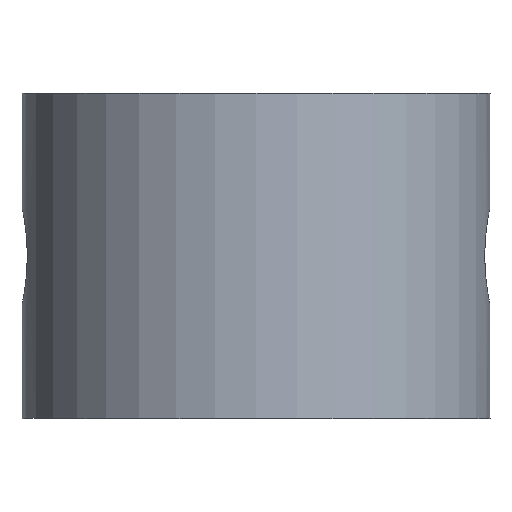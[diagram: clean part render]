
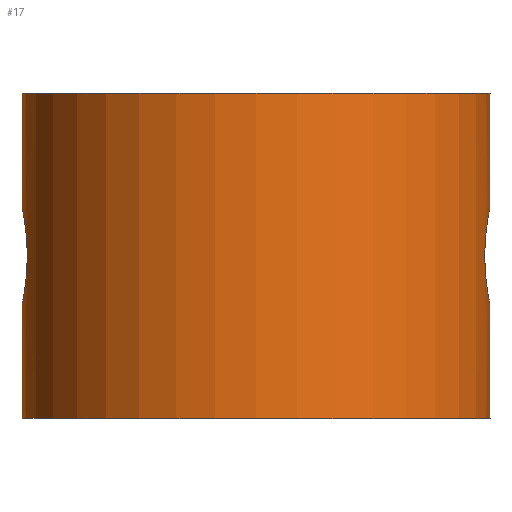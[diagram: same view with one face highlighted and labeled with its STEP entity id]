
A CAD part, left-side view. The second image highlights one B-rep face of the part: STEP entity #17.
In plain terms, the highlighted cylindrical face has radius 7.2 mm (diameter 14.4 mm), a full revolution.
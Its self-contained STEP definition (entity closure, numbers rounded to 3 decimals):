
#17 = ADVANCED_FACE('',(#18,#45,#103),#161,.T.);
#18 = FACE_BOUND('',#19,.F.);
#19 = EDGE_LOOP('',(#20,#29,#37,#44));
#20 = ORIENTED_EDGE('',*,*,#21,.F.);
#21 = EDGE_CURVE('',#22,#22,#24,.T.);
#22 = VERTEX_POINT('',#23);
#23 = CARTESIAN_POINT('',(7.2,0.,-5.));
#24 = CIRCLE('',#25,7.2);
#25 = AXIS2_PLACEMENT_3D('',#26,#27,#28);
#26 = CARTESIAN_POINT('',(0.,0.,-5.));
#27 = DIRECTION('',(0.,0.,1.));
#28 = DIRECTION('',(1.,0.,0.));
#29 = ORIENTED_EDGE('',*,*,#30,.T.);
#30 = EDGE_CURVE('',#22,#31,#33,.T.);
#31 = VERTEX_POINT('',#32);
#32 = CARTESIAN_POINT('',(7.2,0.,5.));
#33 = LINE('',#34,#35);
#34 = CARTESIAN_POINT('',(7.2,0.,-5.));
#35 = VECTOR('',#36,1.);
#36 = DIRECTION('',(0.,0.,1.));
#37 = ORIENTED_EDGE('',*,*,#38,.T.);
#38 = EDGE_CURVE('',#31,#31,#39,.T.);
#39 = CIRCLE('',#40,7.2);
#40 = AXIS2_PLACEMENT_3D('',#41,#42,#43);
#41 = CARTESIAN_POINT('',(0.,0.,5.));
#42 = DIRECTION('',(0.,0.,1.));
#43 = DIRECTION('',(1.,0.,0.));
#44 = ORIENTED_EDGE('',*,*,#30,.F.);
#45 = FACE_BOUND('',#46,.F.);
#46 = EDGE_LOOP('',(#47));
#47 = ORIENTED_EDGE('',*,*,#48,.F.);
#48 = EDGE_CURVE('',#49,#49,#51,.T.);
#49 = VERTEX_POINT('',#50);
#50 = CARTESIAN_POINT('',(1.5,7.042,0.));
#51 = B_SPLINE_CURVE_WITH_KNOTS('',8,(#52,#53,#54,#55,#56,#57,#58,#59,
    #60,#61,#62,#63,#64,#65,#66,#67,#68,#69,#70,#71,#72,#73,#74,#75,#76,
    #77,#78,#79,#80,#81,#82,#83,#84,#85,#86,#87,#88,#89,#90,#91,#92,#93,
    #94,#95,#96,#97,#98,#99,#100,#101,#102),.UNSPECIFIED.,.T.,.F.,(9,7,7
    ,7,7,7,7,9),(0.,0.152,0.287,0.424,
    0.577,0.705,0.829,1.),.UNSPECIFIED.);
#52 = CARTESIAN_POINT('',(1.5,7.042,0.));
#53 = CARTESIAN_POINT('',(1.5,7.042,0.158));
#54 = CARTESIAN_POINT('',(1.481,7.046,0.315)
  );
#55 = CARTESIAN_POINT('',(1.443,7.054,0.472)
  );
#56 = CARTESIAN_POINT('',(1.386,7.066,0.624)
  );
#57 = CARTESIAN_POINT('',(1.309,7.081,0.772));
#58 = CARTESIAN_POINT('',(1.212,7.099,0.912)
  );
#59 = CARTESIAN_POINT('',(1.095,7.118,1.041)
  );
#60 = CARTESIAN_POINT('',(0.834,7.153,1.257)
  );
#61 = CARTESIAN_POINT('',(0.691,7.169,1.35)
  );
#62 = CARTESIAN_POINT('',(0.531,7.185,1.427)
  );
#63 = CARTESIAN_POINT('',(0.356,7.196,1.483)
  );
#64 = CARTESIAN_POINT('',(0.173,7.203,1.514)
  );
#65 = CARTESIAN_POINT('',(-0.013,7.204,
    1.519));
#66 = CARTESIAN_POINT('',(-0.197,7.199,1.498)
  );
#67 = CARTESIAN_POINT('',(-0.552,7.181,1.407)
  );
#68 = CARTESIAN_POINT('',(-0.717,7.167,1.338)
  );
#69 = CARTESIAN_POINT('',(-0.867,7.151,1.249)
  );
#70 = CARTESIAN_POINT('',(-1.,7.133,1.145)
  );
#71 = CARTESIAN_POINT('',(-1.115,7.115,1.03)
  );
#72 = CARTESIAN_POINT('',(-1.213,7.098,0.905)
  );
#73 = CARTESIAN_POINT('',(-1.294,7.083,0.774));
#74 = CARTESIAN_POINT('',(-1.428,7.057,0.488)
  );
#75 = CARTESIAN_POINT('',(-1.479,7.047,0.329)
  );
#76 = CARTESIAN_POINT('',(-1.51,7.04,0.166)
  );
#77 = CARTESIAN_POINT('',(-1.521,7.037,
    0.));
#78 = CARTESIAN_POINT('',(-1.51,7.04,-0.166
    ));
#79 = CARTESIAN_POINT('',(-1.479,7.047,-0.329)
  );
#80 = CARTESIAN_POINT('',(-1.428,7.057,-0.488)
  );
#81 = CARTESIAN_POINT('',(-1.298,7.082,-0.765
    ));
#82 = CARTESIAN_POINT('',(-1.224,7.096,-0.888
    ));
#83 = CARTESIAN_POINT('',(-1.134,7.111,-1.005)
  );
#84 = CARTESIAN_POINT('',(-1.03,7.128,-1.115)
  );
#85 = CARTESIAN_POINT('',(-0.91,7.145,-1.215)
  );
#86 = CARTESIAN_POINT('',(-0.775,7.161,-1.302
    ));
#87 = CARTESIAN_POINT('',(-0.626,7.175,-1.374
    ));
#88 = CARTESIAN_POINT('',(-0.307,7.195,-1.477
    ));
#89 = CARTESIAN_POINT('',(-0.141,7.202,-1.51
    ));
#90 = CARTESIAN_POINT('',(0.031,7.204,
    -1.521));
#91 = CARTESIAN_POINT('',(0.204,7.202,-1.509)
  );
#92 = CARTESIAN_POINT('',(0.371,7.194,-1.474)
  );
#93 = CARTESIAN_POINT('',(0.53,7.183,-1.419)
  );
#94 = CARTESIAN_POINT('',(0.675,7.169,-1.348)
  );
#95 = CARTESIAN_POINT('',(0.981,7.135,-1.154)
  );
#96 = CARTESIAN_POINT('',(1.132,7.113,-1.018)
  );
#97 = CARTESIAN_POINT('',(1.256,7.091,-0.866)
  );
#98 = CARTESIAN_POINT('',(1.355,7.072,-0.703)
  );
#99 = CARTESIAN_POINT('',(1.428,7.057,-0.532)
  );
#100 = CARTESIAN_POINT('',(1.476,7.047,-0.356
    ));
#101 = CARTESIAN_POINT('',(1.5,7.042,-0.178));
#102 = CARTESIAN_POINT('',(1.5,7.042,0.));
#103 = FACE_BOUND('',#104,.F.);
#104 = EDGE_LOOP('',(#105));
#105 = ORIENTED_EDGE('',*,*,#106,.T.);
#106 = EDGE_CURVE('',#107,#107,#109,.T.);
#107 = VERTEX_POINT('',#108);
#108 = CARTESIAN_POINT('',(1.5,-7.042,0.));
#109 = B_SPLINE_CURVE_WITH_KNOTS('',8,(#110,#111,#112,#113,#114,#115,
    #116,#117,#118,#119,#120,#121,#122,#123,#124,#125,#126,#127,#128,
    #129,#130,#131,#132,#133,#134,#135,#136,#137,#138,#139,#140,#141,
    #142,#143,#144,#145,#146,#147,#148,#149,#150,#151,#152,#153,#154,
    #155,#156,#157,#158,#159,#160),.UNSPECIFIED.,.T.,.F.,(9,7,7,7,7,7,7,
    9),(0.,0.152,0.287,0.424,0.577,
    0.705,0.829,1.),.UNSPECIFIED.);
#110 = CARTESIAN_POINT('',(1.5,-7.042,0.));
#111 = CARTESIAN_POINT('',(1.5,-7.042,0.158));
#112 = CARTESIAN_POINT('',(1.481,-7.046,0.315
    ));
#113 = CARTESIAN_POINT('',(1.443,-7.054,0.472
    ));
#114 = CARTESIAN_POINT('',(1.386,-7.066,0.624
    ));
#115 = CARTESIAN_POINT('',(1.309,-7.081,0.772
    ));
#116 = CARTESIAN_POINT('',(1.212,-7.099,0.912
    ));
#117 = CARTESIAN_POINT('',(1.095,-7.118,1.041
    ));
#118 = CARTESIAN_POINT('',(0.834,-7.153,1.257
    ));
#119 = CARTESIAN_POINT('',(0.691,-7.169,1.35
    ));
#120 = CARTESIAN_POINT('',(0.531,-7.185,1.427
    ));
#121 = CARTESIAN_POINT('',(0.356,-7.196,1.483
    ));
#122 = CARTESIAN_POINT('',(0.173,-7.203,1.514)
  );
#123 = CARTESIAN_POINT('',(-0.013,-7.204,
    1.519));
#124 = CARTESIAN_POINT('',(-0.197,-7.199,
    1.498));
#125 = CARTESIAN_POINT('',(-0.552,-7.181,
    1.407));
#126 = CARTESIAN_POINT('',(-0.717,-7.167,
    1.338));
#127 = CARTESIAN_POINT('',(-0.867,-7.151,
    1.249));
#128 = CARTESIAN_POINT('',(-1.,-7.133,1.145
    ));
#129 = CARTESIAN_POINT('',(-1.115,-7.115,
    1.03));
#130 = CARTESIAN_POINT('',(-1.213,-7.098,0.905
    ));
#131 = CARTESIAN_POINT('',(-1.294,-7.083,0.774)
  );
#132 = CARTESIAN_POINT('',(-1.428,-7.057,0.488
    ));
#133 = CARTESIAN_POINT('',(-1.479,-7.047,
    0.329));
#134 = CARTESIAN_POINT('',(-1.51,-7.04,
    0.166));
#135 = CARTESIAN_POINT('',(-1.521,-7.037,
    0.));
#136 = CARTESIAN_POINT('',(-1.51,-7.04,
    -0.166));
#137 = CARTESIAN_POINT('',(-1.479,-7.047,
    -0.329));
#138 = CARTESIAN_POINT('',(-1.428,-7.057,
    -0.488));
#139 = CARTESIAN_POINT('',(-1.298,-7.082,
    -0.765));
#140 = CARTESIAN_POINT('',(-1.224,-7.096,
    -0.888));
#141 = CARTESIAN_POINT('',(-1.134,-7.111,
    -1.005));
#142 = CARTESIAN_POINT('',(-1.03,-7.128,
    -1.115));
#143 = CARTESIAN_POINT('',(-0.91,-7.145,
    -1.215));
#144 = CARTESIAN_POINT('',(-0.775,-7.161,
    -1.302));
#145 = CARTESIAN_POINT('',(-0.626,-7.175,
    -1.374));
#146 = CARTESIAN_POINT('',(-0.307,-7.195,
    -1.477));
#147 = CARTESIAN_POINT('',(-0.141,-7.202,
    -1.51));
#148 = CARTESIAN_POINT('',(0.031,-7.204,
    -1.521));
#149 = CARTESIAN_POINT('',(0.204,-7.202,-1.509
    ));
#150 = CARTESIAN_POINT('',(0.371,-7.194,
    -1.474));
#151 = CARTESIAN_POINT('',(0.53,-7.183,
    -1.419));
#152 = CARTESIAN_POINT('',(0.675,-7.169,
    -1.348));
#153 = CARTESIAN_POINT('',(0.981,-7.135,
    -1.154));
#154 = CARTESIAN_POINT('',(1.132,-7.113,
    -1.018));
#155 = CARTESIAN_POINT('',(1.256,-7.091,
    -0.866));
#156 = CARTESIAN_POINT('',(1.355,-7.072,-0.703)
  );
#157 = CARTESIAN_POINT('',(1.428,-7.057,
    -0.532));
#158 = CARTESIAN_POINT('',(1.476,-7.047,
    -0.356));
#159 = CARTESIAN_POINT('',(1.5,-7.042,-0.178));
#160 = CARTESIAN_POINT('',(1.5,-7.042,0.));
#161 = CYLINDRICAL_SURFACE('',#162,7.2);
#162 = AXIS2_PLACEMENT_3D('',#163,#164,#165);
#163 = CARTESIAN_POINT('',(0.,0.,-5.));
#164 = DIRECTION('',(-0.,-0.,-1.));
#165 = DIRECTION('',(1.,0.,0.));
